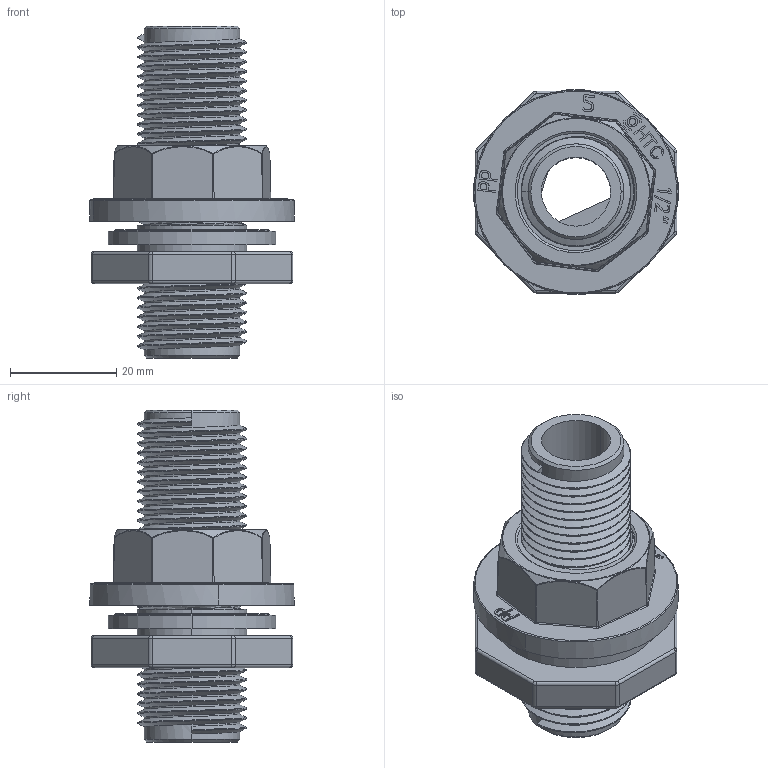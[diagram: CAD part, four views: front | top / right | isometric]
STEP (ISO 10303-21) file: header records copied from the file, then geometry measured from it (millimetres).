
FILE_DESCRIPTION (( 'STEP AP214' ), '1' );
FILE_NAME ('1-2.STEP', '2025-02-12T11:21:51', ( '' ), ( '' ), 'SwSTEP 2.0', 'SolidWorks 2023', '' );
FILE_SCHEMA (( 'AUTOMOTIVE_DESIGN' ));
Length unit declared in the file: millimetre
Products named in the file (4): 2023-081  1-2; 2023-100=1-2; 1-2
Assembly tree (3 placements, depth 2):
  1-2
    1-2
    2023-100=1-2
    2023-081  1-2
Bounding box: 38.44 x 38.44 x 62.5 mm (x, y, z)
Volume: 22870.7 mm3; surface area: 17088.9 mm2
Topology: 3 solids, 3 shells, 432 faces, 1095 edges, 701 vertices
Faces by surface type: cylinder 134, plane 134, bspline 110, torus 28, cone 26
Entity records: 30308 total; most frequent: CARTESIAN_POINT 21044, ORIENTED_EDGE 2190, DIRECTION 1492, EDGE_CURVE 1095, VERTEX_POINT 701, AXIS2_PLACEMENT_3D 558, EDGE_LOOP 470, ADVANCED_FACE 432
